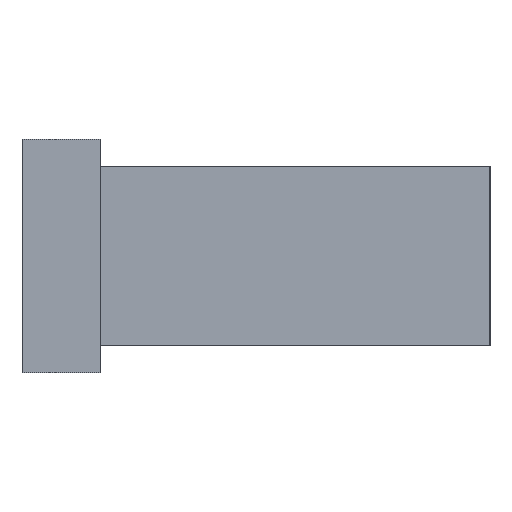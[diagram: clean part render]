
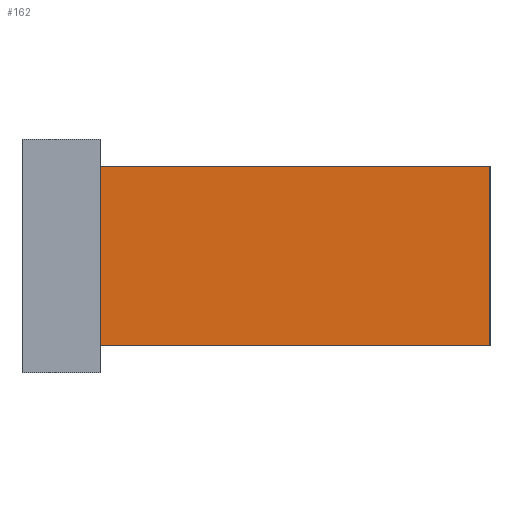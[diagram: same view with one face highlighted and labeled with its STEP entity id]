
A CAD part, left-side view. The second image highlights one B-rep face of the part: STEP entity #162.
In plain terms, the highlighted planar face has unit normal (-1, 0, 0).
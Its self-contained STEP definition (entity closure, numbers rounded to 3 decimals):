
#162=ADVANCED_FACE('',(#294),#228,.F.);
#228=PLANE('',#1515);
#294=FACE_OUTER_BOUND('',#360,.T.);
#360=EDGE_LOOP('',(#741,#742,#743,#744));
#741=ORIENTED_EDGE('',*,*,#1050,.T.);
#742=ORIENTED_EDGE('',*,*,#1064,.T.);
#743=ORIENTED_EDGE('',*,*,#1045,.F.);
#744=ORIENTED_EDGE('',*,*,#1041,.T.);
#863=VERTEX_POINT('',#2178);
#864=VERTEX_POINT('',#2179);
#865=VERTEX_POINT('',#2185);
#868=VERTEX_POINT('',#2193);
#1041=EDGE_CURVE('',#863,#864,#1233,.T.);
#1045=EDGE_CURVE('',#863,#865,#1237,.T.);
#1050=EDGE_CURVE('',#864,#868,#1242,.T.);
#1064=EDGE_CURVE('',#868,#865,#1256,.T.);
#1233=LINE('',#2177,#1425);
#1237=LINE('',#2184,#1429);
#1242=LINE('',#2194,#1434);
#1256=LINE('',#2225,#1448);
#1425=VECTOR('',#1782,1.);
#1429=VECTOR('',#1788,1.);
#1434=VECTOR('',#1795,1.);
#1448=VECTOR('',#1835,1.);
#1515=AXIS2_PLACEMENT_3D('',#2228,#1840,#1841);
#1782=DIRECTION('',(0.,0.,-1.));
#1788=DIRECTION('',(0.,-1.,0.));
#1795=DIRECTION('',(0.,-1.,0.));
#1835=DIRECTION('',(0.,0.,1.));
#1840=DIRECTION('',(1.,0.,0.));
#1841=DIRECTION('',(0.,0.,-1.));
#2177=CARTESIAN_POINT('',(-7.45,-1.,2.65));
#2178=CARTESIAN_POINT('',(-7.45,-1.,2.65));
#2179=CARTESIAN_POINT('',(-7.45,-1.,0.35));
#2184=CARTESIAN_POINT('',(-7.45,-1.,2.65));
#2185=CARTESIAN_POINT('',(-7.45,-6.,2.65));
#2193=CARTESIAN_POINT('',(-7.45,-6.,0.35));
#2194=CARTESIAN_POINT('',(-7.45,-1.,0.35));
#2225=CARTESIAN_POINT('',(-7.45,-6.,2.65));
#2228=CARTESIAN_POINT('',(-7.45,-1.,2.65));
